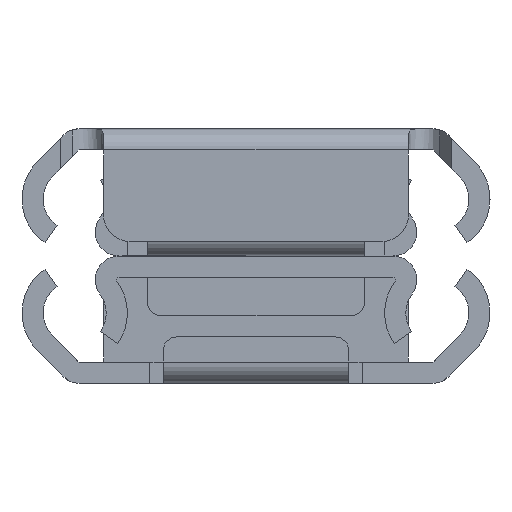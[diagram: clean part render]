
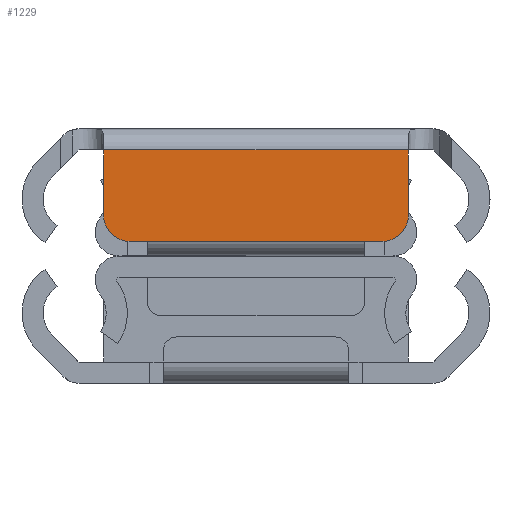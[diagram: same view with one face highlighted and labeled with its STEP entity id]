
A CAD part, left-side view. The second image highlights one B-rep face of the part: STEP entity #1229.
In plain terms, the highlighted face is planar.
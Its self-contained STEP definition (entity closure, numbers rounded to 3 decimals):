
#92 = ORIENTED_EDGE ( 'NONE', *, *, #1240, .F. ) ;
#142 = ORIENTED_EDGE ( 'NONE', *, *, #1057, .T. ) ;
#153 = DIRECTION ( 'NONE',  ( 0., 1., 0. ) ) ;
#232 = DIRECTION ( 'NONE',  ( 1., 0., 0. ) ) ;
#263 = VERTEX_POINT ( 'NONE', #2462 ) ;
#286 = CARTESIAN_POINT ( 'NONE',  ( 508., -11.5, 1.6 ) ) ;
#289 = LINE ( 'NONE', #2308, #2147 ) ;
#316 = EDGE_CURVE ( 'NONE', #3408, #1096, #2245, .T. ) ;
#486 = CARTESIAN_POINT ( 'NONE',  ( 508., 11.5, 8.5 ) ) ;
#532 = FACE_OUTER_BOUND ( 'NONE', #3047, .T. ) ;
#598 = LINE ( 'NONE', #486, #4279 ) ;
#756 = AXIS2_PLACEMENT_3D ( 'NONE', #3725, #3434, #3078 ) ;
#792 = CARTESIAN_POINT ( 'NONE',  ( 508., 11.5, 0. ) ) ;
#866 = VERTEX_POINT ( 'NONE', #3485 ) ;
#895 = EDGE_CURVE ( 'NONE', #3445, #4481, #944, .T. ) ;
#944 = LINE ( 'NONE', #986, #1698 ) ;
#986 = CARTESIAN_POINT ( 'NONE',  ( 508., 11.5, 1.6 ) ) ;
#1057 = EDGE_CURVE ( 'NONE', #4481, #263, #1989, .T. ) ;
#1096 = VERTEX_POINT ( 'NONE', #1773 ) ;
#1221 = DIRECTION ( 'NONE',  ( 0., 0., 1. ) ) ;
#1229 = ADVANCED_FACE ( 'NONE', ( #532 ), #3347, .T. ) ;
#1239 = VECTOR ( 'NONE', #3645, 1000. ) ;
#1240 = EDGE_CURVE ( 'NONE', #3445, #1096, #289, .T. ) ;
#1616 = AXIS2_PLACEMENT_3D ( 'NONE', #4795, #232, #3365 ) ;
#1698 = VECTOR ( 'NONE', #153, 1000. ) ;
#1773 = CARTESIAN_POINT ( 'NONE',  ( 508., -11.5, 6.5 ) ) ;
#1984 = CARTESIAN_POINT ( 'NONE',  ( 508., 9.5, 6.5 ) ) ;
#1989 = LINE ( 'NONE', #792, #1239 ) ;
#2115 = CARTESIAN_POINT ( 'NONE',  ( 508., -9.5, 8.5 ) ) ;
#2147 = VECTOR ( 'NONE', #1221, 1000. ) ;
#2245 = CIRCLE ( 'NONE', #1616, 2. ) ;
#2308 = CARTESIAN_POINT ( 'NONE',  ( 508., -11.5, 0. ) ) ;
#2346 = DIRECTION ( 'NONE',  ( 0., 0., -1. ) ) ;
#2462 = CARTESIAN_POINT ( 'NONE',  ( 508., 11.5, 6.5 ) ) ;
#2707 = DIRECTION ( 'NONE',  ( 0., 1., 0. ) ) ;
#2946 = ORIENTED_EDGE ( 'NONE', *, *, #4106, .T. ) ;
#3047 = EDGE_LOOP ( 'NONE', ( #92, #3947, #142, #2946, #3105, #4073 ) ) ;
#3078 = DIRECTION ( 'NONE',  ( 0., 0., -1. ) ) ;
#3105 = ORIENTED_EDGE ( 'NONE', *, *, #3767, .F. ) ;
#3347 = PLANE ( 'NONE',  #756 ) ;
#3365 = DIRECTION ( 'NONE',  ( 0., 0., -1. ) ) ;
#3408 = VERTEX_POINT ( 'NONE', #2115 ) ;
#3434 = DIRECTION ( 'NONE',  ( 1., 0., 0. ) ) ;
#3445 = VERTEX_POINT ( 'NONE', #286 ) ;
#3485 = CARTESIAN_POINT ( 'NONE',  ( 508., 9.5, 8.5 ) ) ;
#3551 = AXIS2_PLACEMENT_3D ( 'NONE', #1984, #4552, #2346 ) ;
#3645 = DIRECTION ( 'NONE',  ( 0., 0., 1. ) ) ;
#3725 = CARTESIAN_POINT ( 'NONE',  ( 508., 13.65, 5.3 ) ) ;
#3767 = EDGE_CURVE ( 'NONE', #3408, #866, #598, .T. ) ;
#3768 = CIRCLE ( 'NONE', #3551, 2. ) ;
#3947 = ORIENTED_EDGE ( 'NONE', *, *, #895, .T. ) ;
#4033 = CARTESIAN_POINT ( 'NONE',  ( 508., 11.5, 1.6 ) ) ;
#4073 = ORIENTED_EDGE ( 'NONE', *, *, #316, .T. ) ;
#4106 = EDGE_CURVE ( 'NONE', #263, #866, #3768, .T. ) ;
#4279 = VECTOR ( 'NONE', #2707, 1000. ) ;
#4481 = VERTEX_POINT ( 'NONE', #4033 ) ;
#4552 = DIRECTION ( 'NONE',  ( 1., 0., 0. ) ) ;
#4795 = CARTESIAN_POINT ( 'NONE',  ( 508., -9.5, 6.5 ) ) ;
